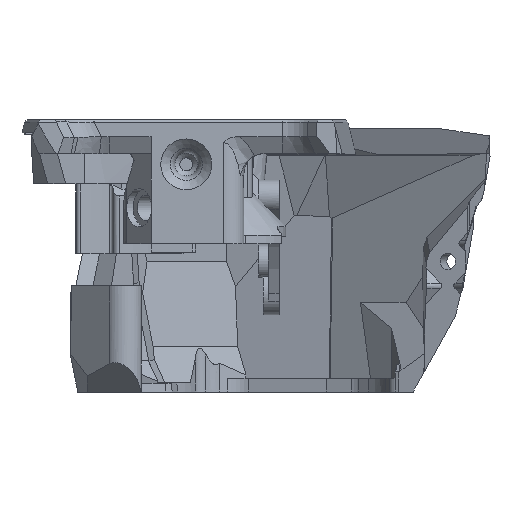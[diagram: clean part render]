
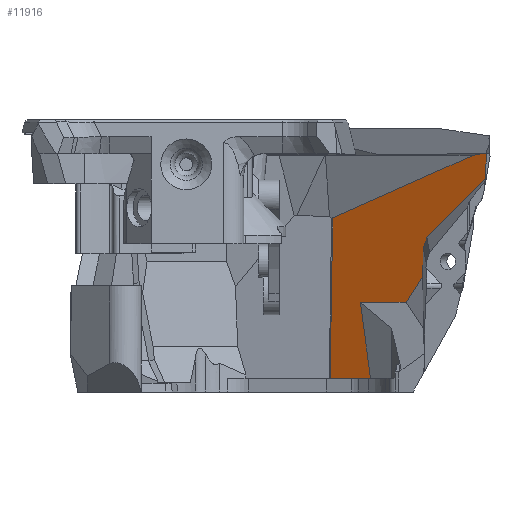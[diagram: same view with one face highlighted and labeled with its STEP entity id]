
A CAD part, front view. The second image highlights one B-rep face of the part: STEP entity #11916.
In plain terms, the highlighted face is planar.
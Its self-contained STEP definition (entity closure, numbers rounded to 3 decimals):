
#690=PLANE('',#12982);
#1305=FACE_OUTER_BOUND('',#1979,.T.);
#1979=EDGE_LOOP('',(#10855,#10856,#10857,#10858,#10859,#10860,#10861,#10862,
#10863,#10864,#10865,#10866));
#2980=LINE('',#20809,#4172);
#2989=LINE('',#20826,#4181);
#2990=LINE('',#20829,#4182);
#2994=LINE('',#20836,#4186);
#3036=LINE('',#20935,#4228);
#3039=LINE('',#20941,#4231);
#3043=LINE('',#20950,#4235);
#3131=LINE('',#21696,#4323);
#3133=LINE('',#21700,#4325);
#3134=LINE('',#21702,#4326);
#3135=LINE('',#21704,#4327);
#3136=LINE('',#21705,#4328);
#4172=VECTOR('',#15823,10.);
#4181=VECTOR('',#15836,10.);
#4182=VECTOR('',#15839,10.058);
#4186=VECTOR('',#15845,10.);
#4228=VECTOR('',#15931,10.);
#4231=VECTOR('',#15936,10.);
#4235=VECTOR('',#15942,10.314);
#4323=VECTOR('',#16134,10.);
#4325=VECTOR('',#16138,10.499);
#4326=VECTOR('',#16139,10.);
#4327=VECTOR('',#16140,10.481);
#4328=VECTOR('',#16141,10.);
#5732=VERTEX_POINT('',#20806);
#5733=VERTEX_POINT('',#20808);
#5739=VERTEX_POINT('',#20824);
#5740=VERTEX_POINT('',#20828);
#5742=VERTEX_POINT('',#20835);
#5777=VERTEX_POINT('',#20934);
#5779=VERTEX_POINT('',#20940);
#5781=VERTEX_POINT('',#20946);
#5783=VERTEX_POINT('',#20949);
#5863=VERTEX_POINT('',#21699);
#5864=VERTEX_POINT('',#21701);
#5865=VERTEX_POINT('',#21703);
#7374=EDGE_CURVE('',#5733,#5732,#2980,.T.);
#7383=EDGE_CURVE('',#5732,#5739,#2989,.T.);
#7384=EDGE_CURVE('',#5739,#5740,#2990,.T.);
#7388=EDGE_CURVE('',#5733,#5742,#2994,.T.);
#7437=EDGE_CURVE('',#5777,#5742,#3036,.T.);
#7440=EDGE_CURVE('',#5777,#5779,#3039,.T.);
#7444=EDGE_CURVE('',#5783,#5781,#3043,.T.);
#7560=EDGE_CURVE('',#5779,#5781,#3131,.T.);
#7562=EDGE_CURVE('',#5740,#5863,#3133,.T.);
#7563=EDGE_CURVE('',#5864,#5863,#3134,.T.);
#7564=EDGE_CURVE('',#5864,#5865,#3135,.T.);
#7565=EDGE_CURVE('',#5865,#5783,#3136,.T.);
#10855=ORIENTED_EDGE('',*,*,#7562,.T.);
#10856=ORIENTED_EDGE('',*,*,#7563,.F.);
#10857=ORIENTED_EDGE('',*,*,#7564,.T.);
#10858=ORIENTED_EDGE('',*,*,#7565,.T.);
#10859=ORIENTED_EDGE('',*,*,#7444,.T.);
#10860=ORIENTED_EDGE('',*,*,#7560,.F.);
#10861=ORIENTED_EDGE('',*,*,#7440,.F.);
#10862=ORIENTED_EDGE('',*,*,#7437,.T.);
#10863=ORIENTED_EDGE('',*,*,#7388,.F.);
#10864=ORIENTED_EDGE('',*,*,#7374,.T.);
#10865=ORIENTED_EDGE('',*,*,#7383,.T.);
#10866=ORIENTED_EDGE('',*,*,#7384,.T.);
#11916=ADVANCED_FACE('',(#1305),#690,.F.);
#12982=AXIS2_PLACEMENT_3D('',#21698,#16136,#16137);
#15823=DIRECTION('',(0.259,0.002,0.966));
#15836=DIRECTION('',(0.25,0.154,0.956));
#15839=DIRECTION('',(0.228,0.353,0.907));
#15845=DIRECTION('',(-0.041,0.999,0.004));
#15931=DIRECTION('',(-0.17,-0.654,-0.737));
#15936=DIRECTION('',(0.061,0.925,0.374));
#15942=DIRECTION('',(-0.122,-0.803,-0.583));
#16134=DIRECTION('',(-0.042,0.999,0.001));
#16136=DIRECTION('center_axis',(0.965,0.041,-0.259));
#16137=DIRECTION('ref_axis',(-0.259,0.,-0.966));
#16138=DIRECTION('',(-0.041,0.999,0.004));
#16139=DIRECTION('',(0.259,0.,0.966));
#16140=DIRECTION('',(0.086,-0.983,0.165));
#16141=DIRECTION('',(-0.259,0.,-0.966));
#20806=CARTESIAN_POINT('',(26.908,-1.929,64.041));
#20808=CARTESIAN_POINT('',(26.577,-1.932,62.807));
#20809=CARTESIAN_POINT('',(30.895,-1.901,78.916));
#20824=CARTESIAN_POINT('',(27.313,-1.678,65.592));
#20826=CARTESIAN_POINT('',(31.417,0.86,81.297));
#20828=CARTESIAN_POINT('',(34.796,9.886,95.319));
#20829=CARTESIAN_POINT('',(32.142,5.786,84.777));
#20835=CARTESIAN_POINT('',(26.393,2.542,62.823));
#20836=CARTESIAN_POINT('',(25.732,18.572,62.881));
#20934=CARTESIAN_POINT('',(29.249,13.542,75.206));
#20935=CARTESIAN_POINT('',(29.178,13.271,74.901));
#20940=CARTESIAN_POINT('',(29.37,15.372,75.946));
#20941=CARTESIAN_POINT('',(29.34,14.917,75.762));
#20946=CARTESIAN_POINT('',(29.148,20.648,75.95));
#20949=CARTESIAN_POINT('',(29.882,25.461,79.443));
#20950=CARTESIAN_POINT('',(29.386,22.208,77.082));
#21696=CARTESIAN_POINT('',(29.214,19.082,75.949));
#21698=CARTESIAN_POINT('Origin',(26.576,18.515,66.022));
#21699=CARTESIAN_POINT('',(33.575,39.48,95.426));
#21700=CARTESIAN_POINT('',(34.446,18.364,95.35));
#21701=CARTESIAN_POINT('',(31.266,39.48,86.814));
#21702=CARTESIAN_POINT('',(29.135,39.48,78.866));
#21703=CARTESIAN_POINT('',(32.489,25.46,89.169));
#21704=CARTESIAN_POINT('',(31.931,31.857,88.094));
#21705=CARTESIAN_POINT('',(30.15,25.461,80.446));
